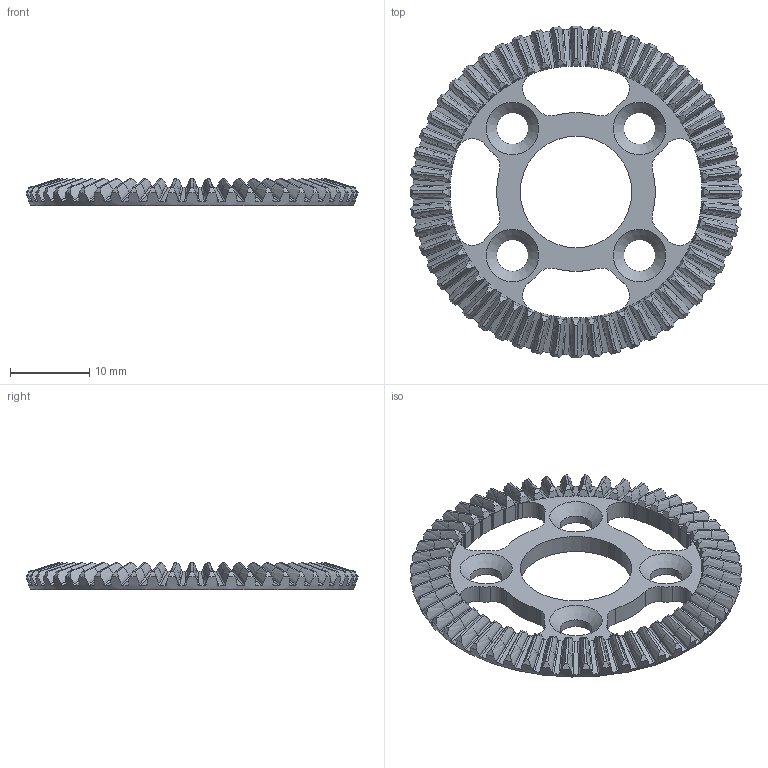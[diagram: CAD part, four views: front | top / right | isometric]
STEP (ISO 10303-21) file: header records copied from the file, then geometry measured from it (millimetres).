
FILE_DESCRIPTION(/* description */ ('STEP AP242','CAx-IF Rec.Pracs.---Representation and Presentation of Product Manufacturing Information (PMI)---4.0---2014-10-13','CAx-IF Rec.Pracs.---3D Tessellated Geometry---0.4---2014-09-14','2;1'),/* implementation_level */ '2;1');
FILE_NAME(/* name */ '64f3f49e8952a210145f2bd3',/* time_stamp */ '2023-09-03T02:51:11Z',/* author */ (''),/* organization */ (''),/* preprocessor_version */ 'ST-DEVELOPER v19.4',/* originating_system */ ' ',/* authorisation */ ' ');
FILE_SCHEMA (('AP242_MANAGED_MODEL_BASED_3D_ENGINEERING_MIM_LF { 1 0 10303 442 1 1 4 }'));
Length unit declared in the file: metre
Products named in the file (1): AXON-ROBOTICS_52T_BEVEL
Bounding box: 41.8 x 41.8 x 3.41 mm (x, y, z)
Volume: 1775.3 mm3; surface area: 2931.1 mm2
Topology: 1 solids, 1 shells, 792 faces, 2146 edges, 1352 vertices
Faces by surface type: cylinder 269, cone 213, bspline 208, plane 102
Full cylindrical faces by diameter (mm): 4 x4, 14.05 x1
Entity records: 27616 total; most frequent: CARTESIAN_POINT 10771, ORIENTED_EDGE 4262, DIRECTION 2368, EDGE_CURVE 2131, B_SPLINE_CURVE_WITH_KNOTS 1352, VERTEX_POINT 1347, AXIS2_PLACEMENT_3D 1004, EDGE_LOOP 816
